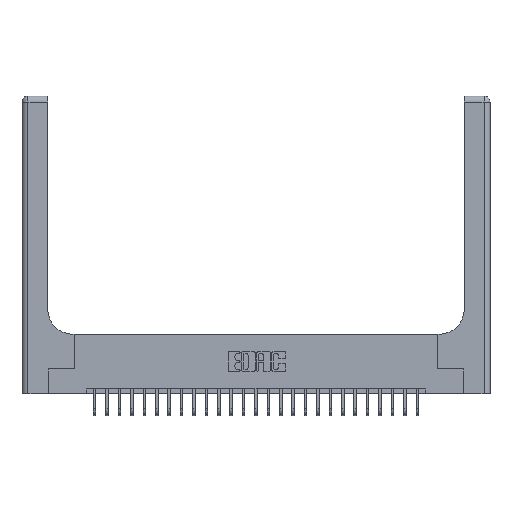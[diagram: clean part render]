
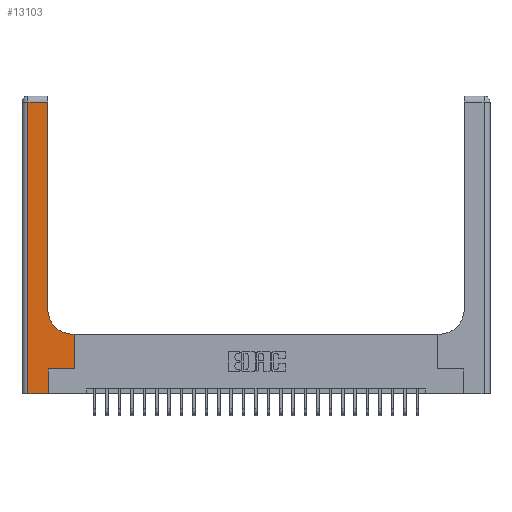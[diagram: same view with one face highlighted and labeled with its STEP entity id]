
A CAD part, top view. The second image highlights one B-rep face of the part: STEP entity #13103.
In plain terms, the highlighted planar face has unit normal (0, 0, 1).
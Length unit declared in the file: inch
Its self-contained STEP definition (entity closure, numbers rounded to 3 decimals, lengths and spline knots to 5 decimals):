
#469 = CARTESIAN_POINT ( 'NONE',  ( 0.265, 0., 0.37 ) ) ;
#1269 = CARTESIAN_POINT ( 'NONE',  ( 0.265, 0., 0.37 ) ) ;
#1322 = DIRECTION ( 'NONE',  ( 0., -1., 0. ) ) ;
#1747 = CARTESIAN_POINT ( 'NONE',  ( 0.26, 2.94, 0.37 ) ) ;
#1856 = ORIENTED_EDGE ( 'NONE', *, *, #2257, .T. ) ;
#1971 = PLANE ( 'NONE',  #7683 ) ;
#2257 = EDGE_CURVE ( 'NONE', #7647, #3058, #26640, .T. ) ;
#2382 = CARTESIAN_POINT ( 'NONE',  ( 0.06, 2.94, 0.37 ) ) ;
#2954 = EDGE_CURVE ( 'NONE', #3058, #15259, #7320, .T. ) ;
#3058 = VERTEX_POINT ( 'NONE', #12917 ) ;
#4103 = VECTOR ( 'NONE', #1322, 39.37008 ) ;
#4461 = ORIENTED_EDGE ( 'NONE', *, *, #24667, .T. ) ;
#5061 = LINE ( 'NONE', #1269, #7659 ) ;
#5323 = CARTESIAN_POINT ( 'NONE',  ( 0.06, 3., 0.37 ) ) ;
#5977 = VECTOR ( 'NONE', #9889, 39.37008 ) ;
#6512 = CARTESIAN_POINT ( 'NONE',  ( 0.265, 0.25, 0.37 ) ) ;
#6774 = LINE ( 'NONE', #20854, #17066 ) ;
#7214 = ORIENTED_EDGE ( 'NONE', *, *, #25771, .T. ) ;
#7320 = LINE ( 'NONE', #10165, #20859 ) ;
#7414 = DIRECTION ( 'NONE',  ( 0., 1., 0. ) ) ;
#7525 = DIRECTION ( 'NONE',  ( 0., 1., 0. ) ) ;
#7647 = VERTEX_POINT ( 'NONE', #2382 ) ;
#7659 = VECTOR ( 'NONE', #7525, 39.37008 ) ;
#7683 = AXIS2_PLACEMENT_3D ( 'NONE', #20671, #24769, #14527 ) ;
#7826 = DIRECTION ( 'NONE',  ( 0., 0., -1. ) ) ;
#8088 = DIRECTION ( 'NONE',  ( 1., 0., 0. ) ) ;
#8105 = CARTESIAN_POINT ( 'NONE',  ( 0.265, 0.25, 0.37 ) ) ;
#8561 = DIRECTION ( 'NONE',  ( 1., 0., 0. ) ) ;
#9367 = VERTEX_POINT ( 'NONE', #9505 ) ;
#9408 = CARTESIAN_POINT ( 'NONE',  ( 0.528, 0.25, 0.37 ) ) ;
#9505 = CARTESIAN_POINT ( 'NONE',  ( 0.51, 0.6, 0.37 ) ) ;
#9581 = LINE ( 'NONE', #9408, #16320 ) ;
#9889 = DIRECTION ( 'NONE',  ( -1., 0., 0. ) ) ;
#9962 = CARTESIAN_POINT ( 'NONE',  ( 0.528, 0.25, 0.37 ) ) ;
#10165 = CARTESIAN_POINT ( 'NONE',  ( 0., 0., 0.37 ) ) ;
#10349 = DIRECTION ( 'NONE',  ( -1., 0., 0. ) ) ;
#10516 = VERTEX_POINT ( 'NONE', #9962 ) ;
#11058 = CARTESIAN_POINT ( 'NONE',  ( 0.528, 0.6, 0.37 ) ) ;
#11188 = EDGE_CURVE ( 'NONE', #9367, #14009, #15425, .T. ) ;
#11219 = VERTEX_POINT ( 'NONE', #1747 ) ;
#11780 = EDGE_CURVE ( 'NONE', #15259, #26201, #5061, .T. ) ;
#12028 = CARTESIAN_POINT ( 'NONE',  ( 0.51, 0.85, 0.37 ) ) ;
#12888 = EDGE_CURVE ( 'NONE', #16336, #9367, #19903, .T. ) ;
#12917 = CARTESIAN_POINT ( 'NONE',  ( 0.06, 0., 0.37 ) ) ;
#13103 = ADVANCED_FACE ( 'NONE', ( #24344 ), #1971, .F. ) ;
#14009 = VERTEX_POINT ( 'NONE', #18078 ) ;
#14527 = DIRECTION ( 'NONE',  ( -1., 0., 0. ) ) ;
#15259 = VERTEX_POINT ( 'NONE', #469 ) ;
#15425 = CIRCLE ( 'NONE', #17798, 0.25 ) ;
#16264 = DIRECTION ( 'NONE',  ( 1., 0., 0. ) ) ;
#16273 = LINE ( 'NONE', #21960, #5977 ) ;
#16320 = VECTOR ( 'NONE', #7414, 39.37008 ) ;
#16336 = VERTEX_POINT ( 'NONE', #11058 ) ;
#16536 = VECTOR ( 'NONE', #8561, 39.37008 ) ;
#16973 = DIRECTION ( 'NONE',  ( 0., 1., 0. ) ) ;
#17066 = VECTOR ( 'NONE', #16973, 39.37008 ) ;
#17300 = VECTOR ( 'NONE', #10349, 39.37008 ) ;
#17798 = AXIS2_PLACEMENT_3D ( 'NONE', #12028, #7826, #8088 ) ;
#18078 = CARTESIAN_POINT ( 'NONE',  ( 0.26, 0.85, 0.37 ) ) ;
#18107 = ORIENTED_EDGE ( 'NONE', *, *, #19000, .T. ) ;
#19000 = EDGE_CURVE ( 'NONE', #10516, #16336, #9581, .T. ) ;
#19618 = ORIENTED_EDGE ( 'NONE', *, *, #11780, .T. ) ;
#19862 = ORIENTED_EDGE ( 'NONE', *, *, #21745, .T. ) ;
#19903 = LINE ( 'NONE', #20435, #17300 ) ;
#20435 = CARTESIAN_POINT ( 'NONE',  ( 0.26, 0.6, 0.37 ) ) ;
#20671 = CARTESIAN_POINT ( 'NONE',  ( 0., 3., 0.37 ) ) ;
#20854 = CARTESIAN_POINT ( 'NONE',  ( 0.26, 3., 0.37 ) ) ;
#20859 = VECTOR ( 'NONE', #16264, 39.37008 ) ;
#21745 = EDGE_CURVE ( 'NONE', #14009, #11219, #6774, .T. ) ;
#21960 = CARTESIAN_POINT ( 'NONE',  ( 0., 2.94, 0.37 ) ) ;
#22020 = EDGE_LOOP ( 'NONE', ( #19862, #4461, #1856, #24773, #19618, #7214, #18107, #24866, #23447 ) ) ;
#23447 = ORIENTED_EDGE ( 'NONE', *, *, #11188, .T. ) ;
#24254 = LINE ( 'NONE', #6512, #16536 ) ;
#24344 = FACE_OUTER_BOUND ( 'NONE', #22020, .T. ) ;
#24667 = EDGE_CURVE ( 'NONE', #11219, #7647, #16273, .T. ) ;
#24769 = DIRECTION ( 'NONE',  ( 0., 0., -1. ) ) ;
#24773 = ORIENTED_EDGE ( 'NONE', *, *, #2954, .T. ) ;
#24866 = ORIENTED_EDGE ( 'NONE', *, *, #12888, .T. ) ;
#25771 = EDGE_CURVE ( 'NONE', #26201, #10516, #24254, .T. ) ;
#26201 = VERTEX_POINT ( 'NONE', #8105 ) ;
#26640 = LINE ( 'NONE', #5323, #4103 ) ;
